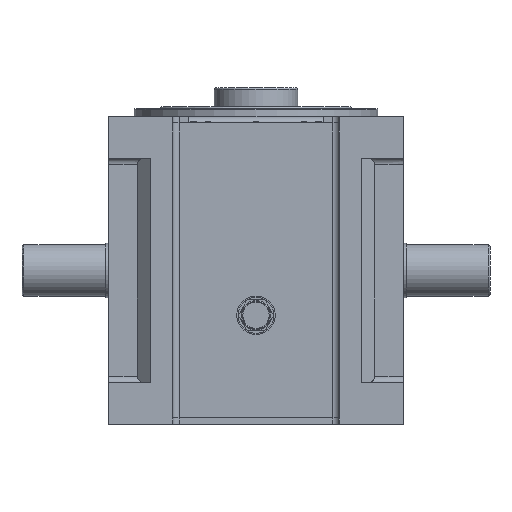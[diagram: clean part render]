
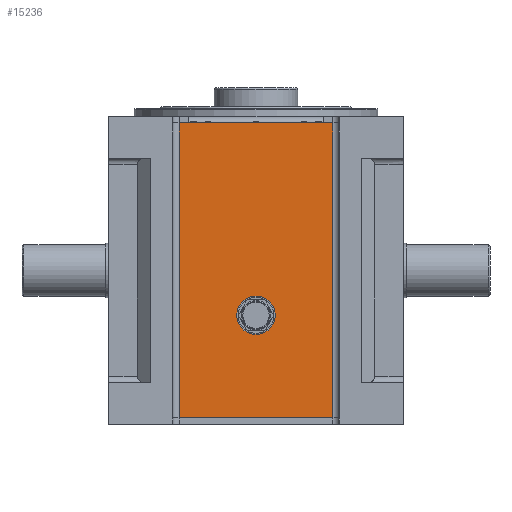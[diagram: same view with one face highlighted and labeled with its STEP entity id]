
A CAD part, front view. The second image highlights one B-rep face of the part: STEP entity #15236.
In plain terms, the highlighted planar face has unit normal (0, -1, 0).
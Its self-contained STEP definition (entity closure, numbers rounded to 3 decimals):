
#996 = ORIENTED_EDGE ( 'NONE', *, *, #18789, .T. ) ;
#1092 = EDGE_CURVE ( 'NONE', #14397, #18332, #7026, .T. ) ;
#1509 = CARTESIAN_POINT ( 'NONE',  ( -130., -345., 230. ) ) ;
#2112 = DIRECTION ( 'NONE',  ( 1., 0., 0. ) ) ;
#2171 = ORIENTED_EDGE ( 'NONE', *, *, #17518, .T. ) ;
#3302 = VECTOR ( 'NONE', #18470, 1000. ) ;
#3831 = CARTESIAN_POINT ( 'NONE',  ( 120., -345., 230. ) ) ;
#4506 = CARTESIAN_POINT ( 'NONE',  ( 0., -345., -40. ) ) ;
#4591 = VECTOR ( 'NONE', #18273, 1000. ) ;
#4624 = AXIS2_PLACEMENT_3D ( 'NONE', #8476, #10140, #6474 ) ;
#5323 = CARTESIAN_POINT ( 'NONE',  ( -120., -345., -230. ) ) ;
#5689 = CARTESIAN_POINT ( 'NONE',  ( -120., -345., 230. ) ) ;
#5743 = FACE_BOUND ( 'NONE', #15252, .T. ) ;
#5923 = DIRECTION ( 'NONE',  ( 0., 0., 1. ) ) ;
#5949 = DIRECTION ( 'NONE',  ( 0., 1., 0. ) ) ;
#6204 = DIRECTION ( 'NONE',  ( 0., -1., 0. ) ) ;
#6388 = CARTESIAN_POINT ( 'NONE',  ( -130., -345., -230. ) ) ;
#6474 = DIRECTION ( 'NONE',  ( 0., 0., -1. ) ) ;
#6543 = VECTOR ( 'NONE', #19649, 1000. ) ;
#6655 = LINE ( 'NONE', #1509, #4591 ) ;
#6915 = CARTESIAN_POINT ( 'NONE',  ( 120., -345., 230. ) ) ;
#7026 = LINE ( 'NONE', #3831, #12071 ) ;
#8005 = ORIENTED_EDGE ( 'NONE', *, *, #1092, .T. ) ;
#8476 = CARTESIAN_POINT ( 'NONE',  ( 0., -345., -70. ) ) ;
#8480 = CARTESIAN_POINT ( 'NONE',  ( 0., -345., -100. ) ) ;
#8919 = EDGE_CURVE ( 'NONE', #23964, #16344, #17568, .T. ) ;
#9515 = PLANE ( 'NONE',  #22802 ) ;
#9607 = CARTESIAN_POINT ( 'NONE',  ( -130., -345., -443. ) ) ;
#9891 = EDGE_CURVE ( 'NONE', #14521, #16968, #21051, .T. ) ;
#10140 = DIRECTION ( 'NONE',  ( 0., -1., 0. ) ) ;
#12071 = VECTOR ( 'NONE', #5923, 1000. ) ;
#13606 = CARTESIAN_POINT ( 'NONE',  ( 0., -345., -70. ) ) ;
#14397 = VERTEX_POINT ( 'NONE', #19910 ) ;
#14521 = VERTEX_POINT ( 'NONE', #8480 ) ;
#15236 = ADVANCED_FACE ( 'NONE', ( #5743, #19091 ), #9515, .F. ) ;
#15252 = EDGE_LOOP ( 'NONE', ( #23869, #19342 ) ) ;
#16344 = VERTEX_POINT ( 'NONE', #5323 ) ;
#16599 = CARTESIAN_POINT ( 'NONE',  ( -120., -345., -230. ) ) ;
#16968 = VERTEX_POINT ( 'NONE', #4506 ) ;
#17031 = CIRCLE ( 'NONE', #18143, 30. ) ;
#17518 = EDGE_CURVE ( 'NONE', #16344, #14397, #22552, .T. ) ;
#17568 = LINE ( 'NONE', #16599, #3302 ) ;
#18143 = AXIS2_PLACEMENT_3D ( 'NONE', #13606, #6204, #19469 ) ;
#18273 = DIRECTION ( 'NONE',  ( -1., 0., 0. ) ) ;
#18332 = VERTEX_POINT ( 'NONE', #6915 ) ;
#18470 = DIRECTION ( 'NONE',  ( 0., 0., -1. ) ) ;
#18789 = EDGE_CURVE ( 'NONE', #18332, #23964, #6655, .T. ) ;
#19091 = FACE_OUTER_BOUND ( 'NONE', #21903, .T. ) ;
#19342 = ORIENTED_EDGE ( 'NONE', *, *, #19577, .F. ) ;
#19469 = DIRECTION ( 'NONE',  ( 0., 0., -1. ) ) ;
#19577 = EDGE_CURVE ( 'NONE', #16968, #14521, #17031, .T. ) ;
#19649 = DIRECTION ( 'NONE',  ( 1., 0., 0. ) ) ;
#19910 = CARTESIAN_POINT ( 'NONE',  ( 120., -345., -230. ) ) ;
#21051 = CIRCLE ( 'NONE', #4624, 30. ) ;
#21643 = ORIENTED_EDGE ( 'NONE', *, *, #8919, .T. ) ;
#21903 = EDGE_LOOP ( 'NONE', ( #2171, #8005, #996, #21643 ) ) ;
#22552 = LINE ( 'NONE', #6388, #6543 ) ;
#22802 = AXIS2_PLACEMENT_3D ( 'NONE', #9607, #5949, #2112 ) ;
#23869 = ORIENTED_EDGE ( 'NONE', *, *, #9891, .F. ) ;
#23964 = VERTEX_POINT ( 'NONE', #5689 ) ;
